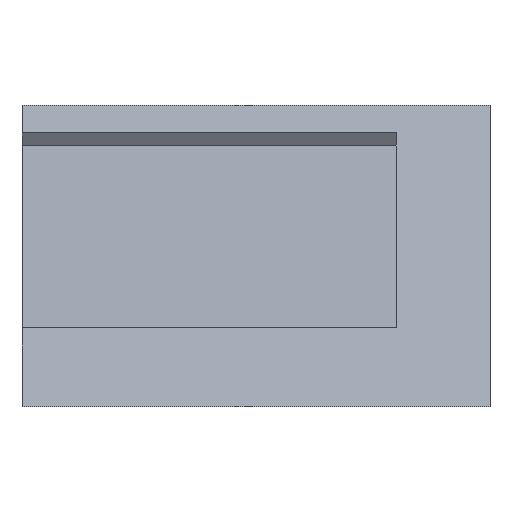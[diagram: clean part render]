
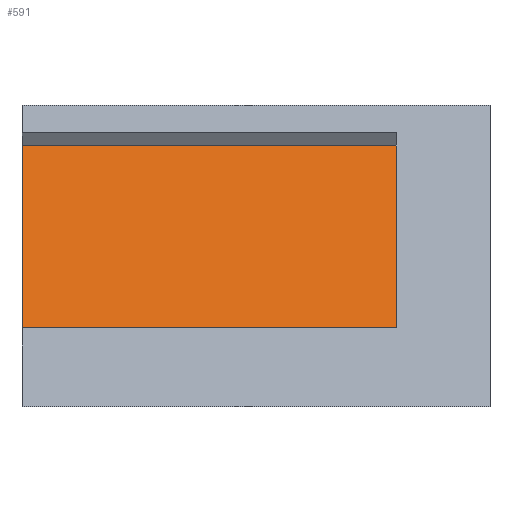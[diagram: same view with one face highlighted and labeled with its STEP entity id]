
A CAD part, front view. The second image highlights one B-rep face of the part: STEP entity #591.
In plain terms, the highlighted planar face has unit normal (0, -0.966, 0.259).
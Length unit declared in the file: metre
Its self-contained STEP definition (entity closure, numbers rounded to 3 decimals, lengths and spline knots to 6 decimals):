
#128=ORIENTED_EDGE('',*,*,#243,.F.);
#129=ORIENTED_EDGE('',*,*,#240,.F.);
#130=ORIENTED_EDGE('',*,*,#244,.T.);
#131=ORIENTED_EDGE('',*,*,#199,.F.);
#199=EDGE_CURVE('',#273,#274,#334,.T.);
#240=EDGE_CURVE('',#305,#306,#375,.T.);
#243=EDGE_CURVE('',#306,#273,#378,.T.);
#244=EDGE_CURVE('',#305,#274,#379,.T.);
#273=VERTEX_POINT('',#856);
#274=VERTEX_POINT('',#858);
#305=VERTEX_POINT('',#939);
#306=VERTEX_POINT('',#940);
#334=LINE('',#857,#415);
#375=LINE('',#938,#456);
#378=LINE('',#944,#459);
#379=LINE('',#946,#460);
#415=VECTOR('',#705,1.);
#456=VECTOR('',#764,1.);
#459=VECTOR('',#769,1.);
#460=VECTOR('',#772,1.);
#496=EDGE_LOOP('',(#128,#129,#130,#131));
#529=FACE_BOUND('',#496,.T.);
#560=PLANE('',#648);
#591=ADVANCED_FACE('',(#529),#560,.T.);
#648=AXIS2_PLACEMENT_3D('',#947,#773,#774);
#705=DIRECTION('',(0.,-0.259,-0.966));
#764=DIRECTION('',(0.,0.259,0.966));
#769=DIRECTION('',(1.,0.,0.));
#772=DIRECTION('',(1.,0.,0.));
#773=DIRECTION('',(0.,-0.966,0.259));
#774=DIRECTION('',(1.,0.,0.));
#856=CARTESIAN_POINT('',(0.12,0.011064,0.083793));
#857=CARTESIAN_POINT('',(0.12,0.000582,0.044673));
#858=CARTESIAN_POINT('',(0.12,-0.0099,0.005553));
#938=CARTESIAN_POINT('',(0.,0.000582,0.044673));
#939=CARTESIAN_POINT('',(0.,-0.0099,0.005553));
#940=CARTESIAN_POINT('',(0.,0.011064,0.083793));
#944=CARTESIAN_POINT('',(0.06,0.011064,0.083793));
#946=CARTESIAN_POINT('',(0.06,-0.0099,0.005553));
#947=CARTESIAN_POINT('',(0.075,0.000582,0.044673));
